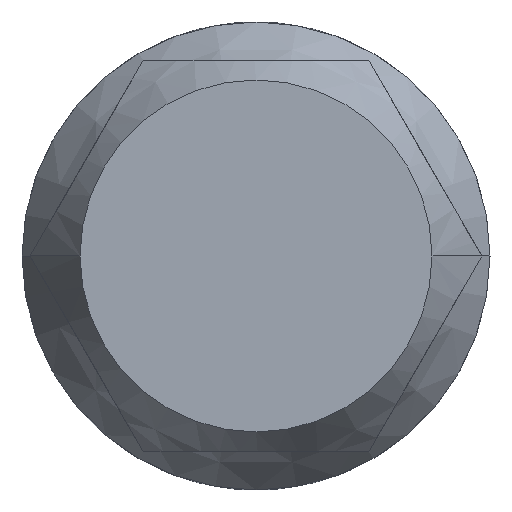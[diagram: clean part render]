
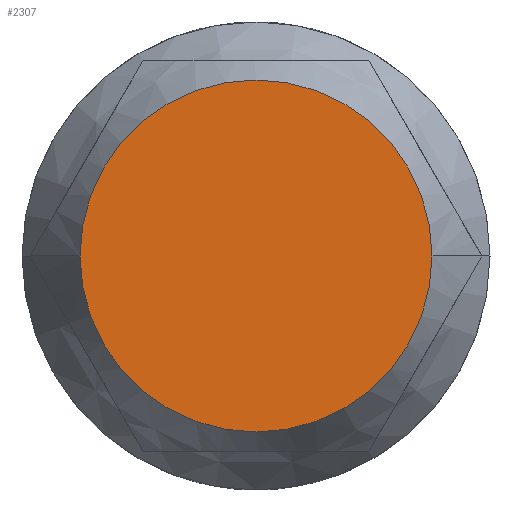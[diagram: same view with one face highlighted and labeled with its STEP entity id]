
A CAD part, front view. The second image highlights one B-rep face of the part: STEP entity #2307.
In plain terms, the highlighted planar face has unit normal (0, -1, 0).
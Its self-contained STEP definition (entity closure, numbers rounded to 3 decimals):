
#41 = VERTEX_POINT ( 'NONE', #1760 ) ;
#225 = CIRCLE ( 'NONE', #2482, 2.858 ) ;
#305 = EDGE_CURVE ( 'Defeature ausgef�hrt1_30+Defeature ausgef�hrt1_29+Defeature ausgef�hrt1_29+Defeature ausgef�hrt1_29', #41, #2116, #225, .T. ) ;
#386 = CIRCLE ( 'NONE', #3079, 2.858 ) ;
#951 = DIRECTION ( 'NONE',  ( 0., -1., 0. ) ) ;
#1035 = CARTESIAN_POINT ( 'NONE',  ( -2.858, 0., 0. ) ) ;
#1228 = DIRECTION ( 'NONE',  ( 0., -1., 0. ) ) ;
#1526 = ORIENTED_EDGE ( 'NONE', *, *, #2581, .T. ) ;
#1534 = PLANE ( 'NONE',  #2882 ) ;
#1553 = EDGE_LOOP ( 'NONE', ( #1889, #1526 ) ) ;
#1760 = CARTESIAN_POINT ( 'NONE',  ( 2.858, 0., 0. ) ) ;
#1889 = ORIENTED_EDGE ( 'NONE', *, *, #305, .T. ) ;
#1956 = DIRECTION ( 'NONE',  ( 0., -1., 0. ) ) ;
#2116 = VERTEX_POINT ( 'NONE', #1035 ) ;
#2307 = ADVANCED_FACE ( 'Defeature ausgef�hrt1_30', ( #2876 ), #1534, .T. ) ;
#2482 = AXIS2_PLACEMENT_3D ( 'NONE', #3444, #1956, #2605 ) ;
#2581 = EDGE_CURVE ( 'Defeature ausgef�hrt1_30+Defeature ausgef�hrt1_29+Defeature ausgef�hrt1_29+Defeature ausgef�hrt1_29', #2116, #41, #386, .T. ) ;
#2605 = DIRECTION ( 'NONE',  ( -1., 0., 0. ) ) ;
#2876 = FACE_OUTER_BOUND ( 'NONE', #1553, .T. ) ;
#2882 = AXIS2_PLACEMENT_3D ( 'NONE', #3883, #951, #3011 ) ;
#3011 = DIRECTION ( 'NONE',  ( -1., 0., 0. ) ) ;
#3079 = AXIS2_PLACEMENT_3D ( 'NONE', #3377, #1228, #3688 ) ;
#3377 = CARTESIAN_POINT ( 'NONE',  ( 0., 0., 0. ) ) ;
#3444 = CARTESIAN_POINT ( 'NONE',  ( 0., 0., 0. ) ) ;
#3688 = DIRECTION ( 'NONE',  ( -1., 0., 0. ) ) ;
#3883 = CARTESIAN_POINT ( 'NONE',  ( 0., 0., 6.35 ) ) ;
